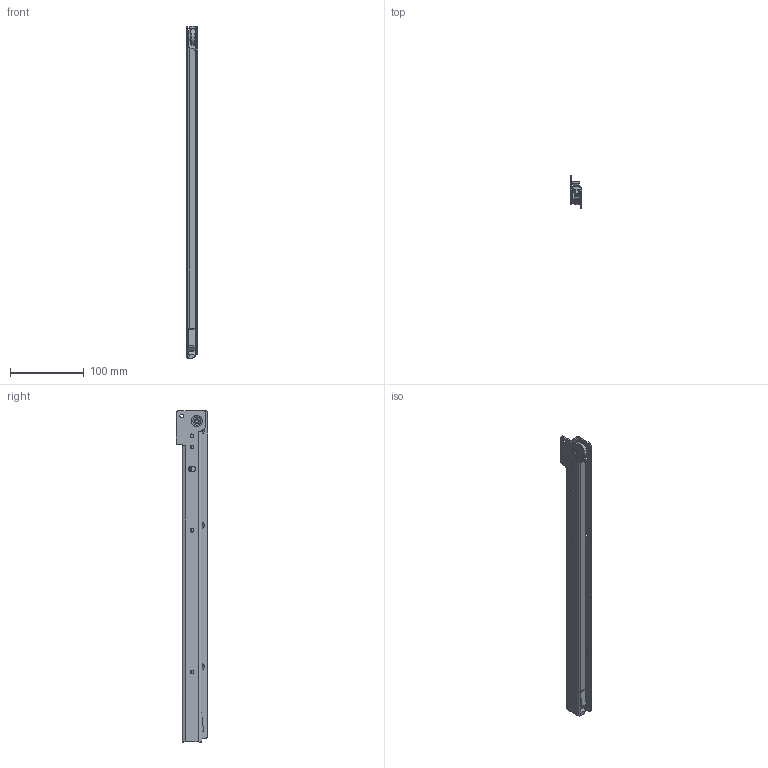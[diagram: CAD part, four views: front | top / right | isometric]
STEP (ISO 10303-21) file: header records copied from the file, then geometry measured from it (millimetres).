
FILE_DESCRIPTION (( 'STEP AP214' ), '1' );
FILE_NAME ('CS# 1051.450-GA.0000.li_closed.STEP', '2023-03-04T15:32:15', ( '' ), ( '' ), 'SwSTEP 2.0', 'SolidWorks 2022', '' );
FILE_SCHEMA (( 'AUTOMOTIVE_DESIGN' ));
Length unit declared in the file: millimetre
Products named in the file (15): FUL-066 Außenring; FUL-166 Bolzen; CS# 1051.XXX-03.0000.li_NL 450 - FUL-166; CS# 1051.XXX-03.0000.li_NL 450; FUL-166 Kugellager; FUL-166_mit Nietbolzen vernietet; CS# 2051.XXX-01.0000.li_NL 450; kugel_ø   3,175000    (1.8"); FUL-166 Innenring; CS# 2051.XXX-01.0000.li_NL  450 - FUL-166; FUL-066 Käfig; FUL-066 Laufring; FUL-166_mit Nietbolzen unvernietet; CS# 1051.450-GA.0000.li_closed; FUL-166 Bolzen_vernietet Mat. 2,0
Assembly tree (22 placements, depth 5):
  CS# 1051.450-GA.0000.li_closed
    CS# 2051.XXX-01.0000.li_NL  450 - FUL-166
      CS# 2051.XXX-01.0000.li_NL 450
      FUL-166_mit Nietbolzen unvernietet
        FUL-166 Kugellager
          FUL-166 Innenring
          FUL-066 Außenring
          FUL-066 Käfig
          kugel_ø   3,175000    (1.8")  x7
        FUL-066 Laufring
        FUL-166 Bolzen
    CS# 1051.XXX-03.0000.li_NL 450 - FUL-166
      CS# 1051.XXX-03.0000.li_NL 450
      FUL-166_mit Nietbolzen vernietet
        FUL-166 Kugellager
          FUL-166 Innenring
          FUL-066 Außenring
          FUL-066 Käfig
          kugel_ø   3,175000    (1.8")  x7
        FUL-066 Laufring
        FUL-166 Bolzen_vernietet Mat. 2,0
Bounding box: 15.1 x 43.15 x 450 mm (x, y, z)
Volume: 71270.3 mm3; surface area: 79328.7 mm2
Topology: 26 solids, 26 shells, 1117 faces, 2932 edges, 1908 vertices
Faces by surface type: plane 648, bspline 155, cylinder 152, cone 87, sphere 57, torus 18
Full cylindrical faces by diameter (mm): 0.9 x28, 5 x8, 6 x2, 6.05 x2, 6.2 x2, 8 x1, 9 x2, 10 x4, 10.4 x2, 14 x2, 14.7 x4, 18 x12, 19 x12, 22 x2
Entity records: 49821 total; most frequent: CARTESIAN_POINT 20896, ORIENTED_EDGE 4976, DIRECTION 4030, EDGE_CURVE 2488, VERTEX_POINT 1660, LINE 1428, VECTOR 1428, AXIS2_PLACEMENT_3D 1301
